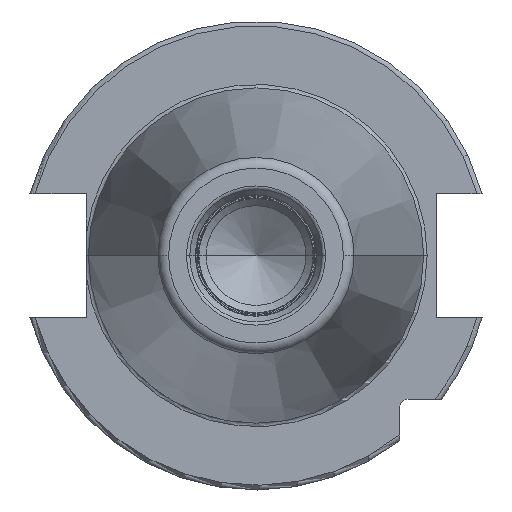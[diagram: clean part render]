
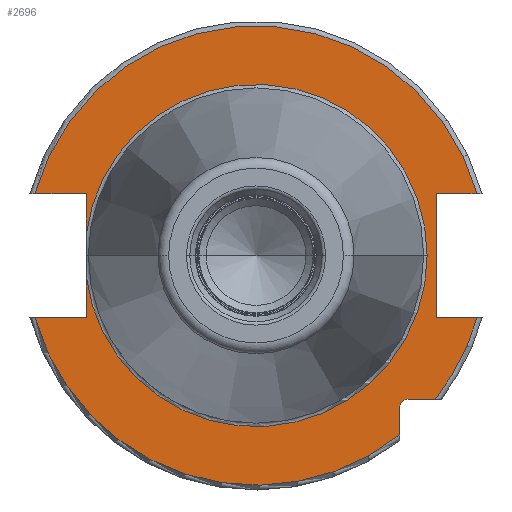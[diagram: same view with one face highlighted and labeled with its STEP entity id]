
A CAD part, left-side view. The second image highlights one B-rep face of the part: STEP entity #2696.
In plain terms, the highlighted planar face has unit normal (-1, 0, 0).
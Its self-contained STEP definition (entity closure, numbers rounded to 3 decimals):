
#117=CARTESIAN_POINT('',(3.2,0.,0.));
#118=DIRECTION('',(-1.,0.,0.));
#119=DIRECTION('',(0.,0.992,-0.124));
#120=AXIS2_PLACEMENT_3D('',#117,#118,#119);
#747=DIRECTION('',(0.,-1.,0.));
#748=VECTOR('',#747,5.654);
#749=CARTESIAN_POINT('',(3.2,-31.6,-29.85));
#750=LINE('',#749,#748);
#751=DIRECTION('',(0.,0.,1.));
#752=VECTOR('',#751,5.654);
#753=CARTESIAN_POINT('',(3.2,-29.85,-37.254));
#754=LINE('',#753,#752);
#755=CARTESIAN_POINT('',(3.2,0.,0.));
#756=DIRECTION('',(-1.,0.,0.));
#757=DIRECTION('',(0.,0.963,-0.27));
#758=AXIS2_PLACEMENT_3D('',#755,#756,#757);
#760=DIRECTION('',(0.,-1.,0.));
#761=VECTOR('',#760,10.661);
#762=CARTESIAN_POINT('',(3.2,45.961,-12.9));
#763=LINE('',#762,#761);
#764=DIRECTION('',(0.,0.,-1.));
#765=VECTOR('',#764,8.485);
#766=CARTESIAN_POINT('',(3.2,35.3,-4.415));
#767=LINE('',#766,#765);
#768=DIRECTION('',(0.,0.,-1.));
#769=VECTOR('',#768,8.485);
#770=CARTESIAN_POINT('',(3.2,35.3,12.9));
#771=LINE('',#770,#769);
#772=DIRECTION('',(0.,-1.,0.));
#773=VECTOR('',#772,10.661);
#774=CARTESIAN_POINT('',(3.2,45.961,12.9));
#775=LINE('',#774,#773);
#776=CARTESIAN_POINT('',(3.2,0.,0.));
#777=DIRECTION('',(1.,0.,0.));
#778=DIRECTION('',(0.,0.963,0.27));
#779=AXIS2_PLACEMENT_3D('',#776,#777,#778);
#781=DIRECTION('',(0.,1.,0.));
#782=VECTOR('',#781,8.461);
#783=CARTESIAN_POINT('',(3.2,-45.961,12.9));
#784=LINE('',#783,#782);
#785=DIRECTION('',(0.,0.,1.));
#786=VECTOR('',#785,25.8);
#787=CARTESIAN_POINT('',(3.2,-37.5,-12.9));
#788=LINE('',#787,#786);
#789=DIRECTION('',(0.,1.,0.));
#790=VECTOR('',#789,8.461);
#791=CARTESIAN_POINT('',(3.2,-45.961,-12.9));
#792=LINE('',#791,#790);
#793=CARTESIAN_POINT('',(3.2,0.,0.));
#794=DIRECTION('',(-1.,0.,0.));
#795=DIRECTION('',(0.,-0.78,-0.625));
#796=AXIS2_PLACEMENT_3D('',#793,#794,#795);
#807=CARTESIAN_POINT('',(3.2,-31.6,-31.6));
#808=DIRECTION('',(1.,0.,0.));
#809=DIRECTION('',(0.,1.,0.));
#810=AXIS2_PLACEMENT_3D('',#807,#808,#809);
#973=CARTESIAN_POINT('',(3.2,-37.254,-29.85));
#1195=CARTESIAN_POINT('',(3.2,0.,0.));
#1196=DIRECTION('',(1.,0.,0.));
#1197=DIRECTION('',(0.,0.992,0.124));
#1198=AXIS2_PLACEMENT_3D('',#1195,#1196,#1197);
#1418=CARTESIAN_POINT('',(3.2,-35.575,0.));
#1420=VERTEX_POINT('',#1418);
#1544=CARTESIAN_POINT('',(3.2,45.961,12.9));
#1545=CARTESIAN_POINT('',(3.2,35.3,12.9));
#1546=VERTEX_POINT('',#1544);
#1547=VERTEX_POINT('',#1545);
#1548=CARTESIAN_POINT('',(3.2,35.3,4.415));
#1549=VERTEX_POINT('',#1548);
#1550=CARTESIAN_POINT('',(3.2,35.3,-4.415));
#1551=CARTESIAN_POINT('',(3.2,35.3,-12.9));
#1552=VERTEX_POINT('',#1550);
#1553=VERTEX_POINT('',#1551);
#1554=CARTESIAN_POINT('',(3.2,45.961,-12.9));
#1555=VERTEX_POINT('',#1554);
#1556=CARTESIAN_POINT('',(3.2,-45.961,-12.9));
#1557=CARTESIAN_POINT('',(3.2,-37.5,-12.9));
#1558=VERTEX_POINT('',#1556);
#1559=VERTEX_POINT('',#1557);
#1560=CARTESIAN_POINT('',(3.2,-37.5,12.9));
#1561=VERTEX_POINT('',#1560);
#1562=CARTESIAN_POINT('',(3.2,-45.961,12.9));
#1563=VERTEX_POINT('',#1562);
#1597=CARTESIAN_POINT('',(3.2,-29.85,-37.254));
#1598=VERTEX_POINT('',#1597);
#1603=CARTESIAN_POINT('',(3.2,-29.85,-31.6));
#1604=CARTESIAN_POINT('',(3.2,-31.6,-29.85));
#1605=VERTEX_POINT('',#1603);
#1606=VERTEX_POINT('',#1604);
#1625=VERTEX_POINT('',#973);
#2667=CARTESIAN_POINT('',(3.2,0.,0.));
#2668=DIRECTION('',(1.,0.,0.));
#2669=DIRECTION('',(0.,-1.,0.));
#2670=AXIS2_PLACEMENT_3D('',#2667,#2668,#2669);
#2671=PLANE('',#2670);
#2673=ORIENTED_EDGE('',*,*,#2672,.F.);
#2675=ORIENTED_EDGE('',*,*,#2674,.F.);
#2677=ORIENTED_EDGE('',*,*,#2676,.F.);
#2679=ORIENTED_EDGE('',*,*,#2678,.F.);
#2680=ORIENTED_EDGE('',*,*,#1888,.T.);
#2681=ORIENTED_EDGE('',*,*,#1873,.F.);
#2682=ORIENTED_EDGE('',*,*,#1850,.T.);
#2684=ORIENTED_EDGE('',*,*,#2683,.F.);
#2685=ORIENTED_EDGE('',*,*,#1868,.F.);
#2686=ORIENTED_EDGE('',*,*,#2423,.F.);
#2687=ORIENTED_EDGE('',*,*,#2662,.T.);
#2688=ORIENTED_EDGE('',*,*,#2464,.T.);
#2689=ORIENTED_EDGE('',*,*,#1989,.F.);
#2691=ORIENTED_EDGE('',*,*,#2690,.F.);
#2693=ORIENTED_EDGE('',*,*,#2692,.F.);
#2694=EDGE_LOOP('',(#2673,#2675,#2677,#2679,#2680,#2681,#2682,#2684,#2685,#2686,
#2687,#2688,#2689,#2691,#2693));
#2695=FACE_OUTER_BOUND('',#2694,.F.);
#2696=ADVANCED_FACE('',(#2695),#2671,.F.);
#121=CIRCLE('',#120,35.575);
#759=CIRCLE('',#758,47.738);
#780=CIRCLE('',#779,47.738);
#797=CIRCLE('',#796,47.738);
#811=CIRCLE('',#810,1.75);
#1199=CIRCLE('',#1198,35.575);
#1850=EDGE_CURVE('',#1552,#1420,#121,.T.);
#1868=EDGE_CURVE('',#1547,#1549,#771,.T.);
#1873=EDGE_CURVE('',#1552,#1553,#767,.T.);
#1888=EDGE_CURVE('',#1555,#1553,#763,.T.);
#1989=EDGE_CURVE('',#1559,#1561,#788,.T.);
#2423=EDGE_CURVE('',#1546,#1547,#775,.T.);
#2464=EDGE_CURVE('',#1563,#1561,#784,.T.);
#2662=EDGE_CURVE('',#1546,#1563,#780,.T.);
#2672=EDGE_CURVE('',#1606,#1625,#750,.T.);
#2674=EDGE_CURVE('',#1605,#1606,#811,.T.);
#2676=EDGE_CURVE('',#1598,#1605,#754,.T.);
#2678=EDGE_CURVE('',#1555,#1598,#759,.T.);
#2683=EDGE_CURVE('',#1549,#1420,#1199,.T.);
#2690=EDGE_CURVE('',#1558,#1559,#792,.T.);
#2692=EDGE_CURVE('',#1625,#1558,#797,.T.);
